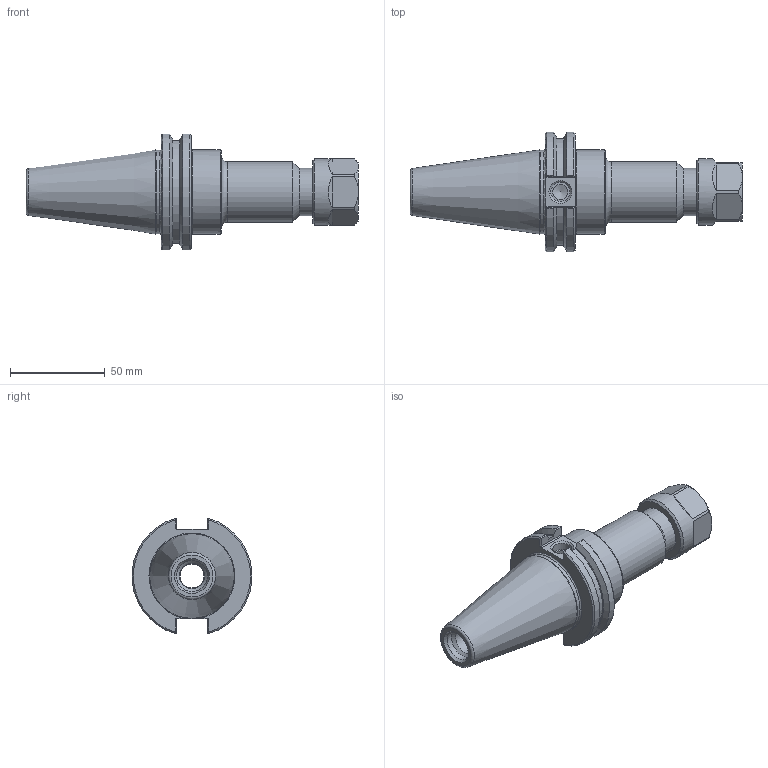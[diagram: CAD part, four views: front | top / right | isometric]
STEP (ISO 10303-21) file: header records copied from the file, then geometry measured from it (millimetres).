
FILE_DESCRIPTION(/* description */ ('ER COLLET CHUCK'),/* implementation_level */ '2;1');
FILE_NAME(/* name */ 'C40-20ERC422.stp',/* time_stamp */ '2017-02-13T11:18:28-05:00',/* author */ ('davhar'),/* organization */ (''),/* preprocessor_version */ 'ST-DEVELOPER v16.1',/* originating_system */ 'Autodesk Inventor 2016',/* authorisation */ '');
FILE_SCHEMA (('AUTOMOTIVE_DESIGN { 1 0 10303 214 3 1 1 }'));
Length unit declared in the file: inch
Products named in the file (3): C40-20ER4-1; 20ERHCN; C40-20ERC422
Assembly tree (2 placements, depth 2):
  C40-20ERC422
    C40-20ER4-1
    20ERHCN
Bounding box: 175.45 x 63.26 x 61.05 mm (x, y, z)
Volume: 164606.5 mm3; surface area: 35898.7 mm2
Topology: 2 solids, 2 shells, 127 faces, 326 edges, 208 vertices
Faces by surface type: plane 50, cylinder 35, cone 31, torus 11
Full cylindrical faces by diameter (mm): 8.001 x1, 10.135 x1, 12.751 x1, 13.335 x1, 13.386 x1, 14.478 x1, 15.76 x1, 16.459 x1, 20.83 x1, 23.5 x1, 25 x1, 26 x1, 31.75 x1, 35 x1, 43.942 x1, 44.45 x1
Entity records: 3786 total; most frequent: CARTESIAN_POINT 820, DIRECTION 592, ORIENTED_EDGE 552, EDGE_CURVE 276, AXIS2_PLACEMENT_3D 242, VERTEX_POINT 196, EDGE_LOOP 174, FACE_OUTER_BOUND 127
